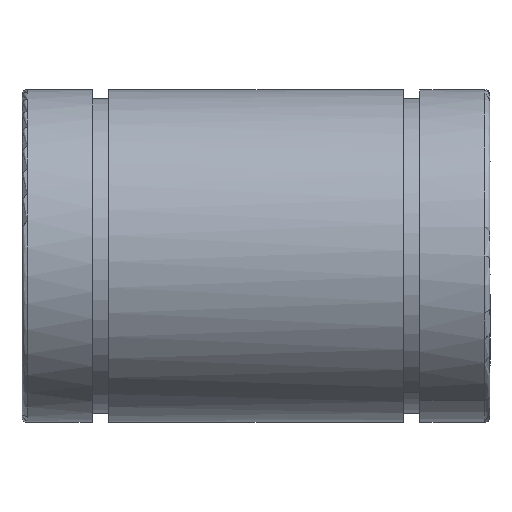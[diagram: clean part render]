
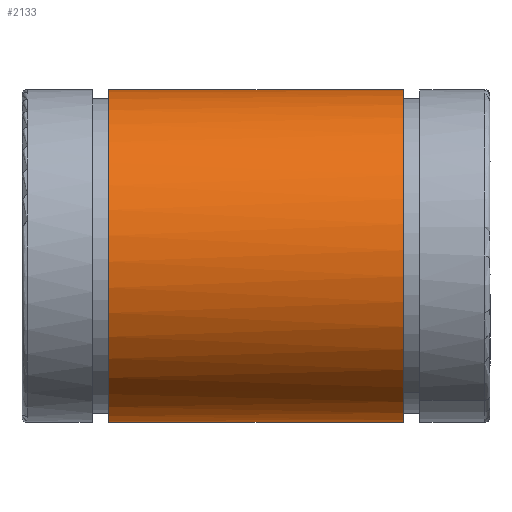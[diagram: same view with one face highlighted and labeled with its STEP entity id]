
A CAD part, front view. The second image highlights one B-rep face of the part: STEP entity #2133.
In plain terms, the highlighted cylindrical face has radius 16 mm (diameter 32 mm), a partial arc.
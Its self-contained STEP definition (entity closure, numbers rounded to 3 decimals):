
#2125=AXIS2_PLACEMENT_3D('Cylinder Axis2P3D',#2122,#2123,#2124) ;
#884=CARTESIAN_POINT('Line Origine',(22.5,0.,-16.)) ;
#888=CARTESIAN_POINT('Vertex',(8.35,0.,-16.)) ;
#890=CARTESIAN_POINT('Vertex',(36.65,0.,-16.)) ;
#916=CARTESIAN_POINT('Control Point',(8.35,0.,16.)) ;
#917=CARTESIAN_POINT('Control Point',(8.35,-1.568,16.)) ;
#918=CARTESIAN_POINT('Control Point',(8.35,-3.135,15.808)) ;
#919=CARTESIAN_POINT('Control Point',(8.35,-4.672,15.424)) ;
#920=CARTESIAN_POINT('Control Point',(8.35,-7.619,14.288)) ;
#921=CARTESIAN_POINT('Control Point',(8.35,-10.205,12.473)) ;
#922=CARTESIAN_POINT('Control Point',(8.35,-11.38,11.412)) ;
#923=CARTESIAN_POINT('Control Point',(8.35,-13.446,9.022)) ;
#924=CARTESIAN_POINT('Control Point',(8.35,-14.874,6.205)) ;
#925=CARTESIAN_POINT('Control Point',(8.35,-15.411,4.715)) ;
#926=CARTESIAN_POINT('Control Point',(8.35,-16.109,1.634)) ;
#927=CARTESIAN_POINT('Control Point',(8.35,-16.044,-1.524)) ;
#928=CARTESIAN_POINT('Control Point',(8.35,-15.817,-3.091)) ;
#929=CARTESIAN_POINT('Control Point',(8.35,-14.984,-6.138)) ;
#930=CARTESIAN_POINT('Control Point',(8.35,-13.44,-8.894)) ;
#931=CARTESIAN_POINT('Control Point',(8.35,-12.502,-10.17)) ;
#932=CARTESIAN_POINT('Control Point',(8.35,-10.333,-12.466)) ;
#933=CARTESIAN_POINT('Control Point',(8.35,-7.674,-14.171)) ;
#934=CARTESIAN_POINT('Control Point',(8.35,-6.246,-14.856)) ;
#935=CARTESIAN_POINT('Control Point',(8.35,-4.131,-15.567)) ;
#936=CARTESIAN_POINT('Control Point',(8.35,-1.939,-15.902)) ;
#937=CARTESIAN_POINT('Control Point',(8.35,-1.294,-15.967)) ;
#938=CARTESIAN_POINT('Control Point',(8.35,-0.647,-16.)) ;
#939=CARTESIAN_POINT('Control Point',(8.35,0.,-16.)) ;
#940=CARTESIAN_POINT('Vertex',(8.35,0.,16.)) ;
#1955=CARTESIAN_POINT('Vertex',(36.65,0.,16.)) ;
#1959=CARTESIAN_POINT('Control Point',(36.65,0.,-16.)) ;
#1960=CARTESIAN_POINT('Control Point',(36.65,-1.568,-16.)) ;
#1961=CARTESIAN_POINT('Control Point',(36.65,-3.135,-15.808)) ;
#1962=CARTESIAN_POINT('Control Point',(36.65,-4.672,-15.424)) ;
#1963=CARTESIAN_POINT('Control Point',(36.65,-7.619,-14.288)) ;
#1964=CARTESIAN_POINT('Control Point',(36.65,-10.205,-12.473)) ;
#1965=CARTESIAN_POINT('Control Point',(36.65,-11.38,-11.412)) ;
#1966=CARTESIAN_POINT('Control Point',(36.65,-13.446,-9.022)) ;
#1967=CARTESIAN_POINT('Control Point',(36.65,-14.874,-6.205)) ;
#1968=CARTESIAN_POINT('Control Point',(36.65,-15.411,-4.715)) ;
#1969=CARTESIAN_POINT('Control Point',(36.65,-16.109,-1.634)) ;
#1970=CARTESIAN_POINT('Control Point',(36.65,-16.044,1.524)) ;
#1971=CARTESIAN_POINT('Control Point',(36.65,-15.817,3.091)) ;
#1972=CARTESIAN_POINT('Control Point',(36.65,-14.984,6.138)) ;
#1973=CARTESIAN_POINT('Control Point',(36.65,-13.44,8.894)) ;
#1974=CARTESIAN_POINT('Control Point',(36.65,-12.502,10.17)) ;
#1975=CARTESIAN_POINT('Control Point',(36.65,-10.333,12.466)) ;
#1976=CARTESIAN_POINT('Control Point',(36.65,-7.674,14.171)) ;
#1977=CARTESIAN_POINT('Control Point',(36.65,-6.246,14.856)) ;
#1978=CARTESIAN_POINT('Control Point',(36.65,-4.131,15.567)) ;
#1979=CARTESIAN_POINT('Control Point',(36.65,-1.939,15.902)) ;
#1980=CARTESIAN_POINT('Control Point',(36.65,-1.294,15.967)) ;
#1981=CARTESIAN_POINT('Control Point',(36.65,-0.647,16.)) ;
#1982=CARTESIAN_POINT('Control Point',(36.65,0.,16.)) ;
#1995=CARTESIAN_POINT('Line Origine',(22.5,0.,16.)) ;
#2122=CARTESIAN_POINT('Axis2P3D Location',(22.5,0.,0.)) ;
#885=DIRECTION('Vector Direction',(1.,0.,0.)) ;
#1996=DIRECTION('Vector Direction',(1.,0.,0.)) ;
#2123=DIRECTION('Axis2P3D Direction',(1.,0.,0.)) ;
#2124=DIRECTION('Axis2P3D XDirection',(0.,0.,1.)) ;
#886=VECTOR('Line Direction',#885,1.) ;
#1997=VECTOR('Line Direction',#1996,1.) ;
#2128=ORIENTED_EDGE('',*,*,#892,.T.) ;
#2129=ORIENTED_EDGE('',*,*,#1983,.T.) ;
#2130=ORIENTED_EDGE('',*,*,#1999,.T.) ;
#2131=ORIENTED_EDGE('',*,*,#942,.T.) ;
#2133=ADVANCED_FACE('',(#2132),#2126,.T.) ;
#915=B_SPLINE_CURVE_WITH_KNOTS('',5,(#916,#917,#918,#919,#920,#921,#922,#923,#924,#925,#926,#927,#928,#929,#930,#931,#932,#933,#934,#935,#936,#937,#938,#939),.UNSPECIFIED.,.F.,.U.,(6,3,3,3,3,3,3,6),(0.,11.085,22.17,33.255,44.34,55.425,66.51,71.085),.UNSPECIFIED.) ;
#1958=B_SPLINE_CURVE_WITH_KNOTS('',5,(#1959,#1960,#1961,#1962,#1963,#1964,#1965,#1966,#1967,#1968,#1969,#1970,#1971,#1972,#1973,#1974,#1975,#1976,#1977,#1978,#1979,#1980,#1981,#1982),.UNSPECIFIED.,.F.,.U.,(6,3,3,3,3,3,3,6),(0.,11.085,22.17,33.255,44.34,55.425,66.51,71.085),.UNSPECIFIED.) ;
#2126=CYLINDRICAL_SURFACE('generated cylinder',#2125,16.) ;
#892=EDGE_CURVE('',#889,#891,#887,.T.) ;
#942=EDGE_CURVE('',#941,#889,#915,.T.) ;
#1983=EDGE_CURVE('',#891,#1956,#1958,.T.) ;
#1999=EDGE_CURVE('',#1956,#941,#1998,.F.) ;
#2127=EDGE_LOOP('',(#2128,#2129,#2130,#2131)) ;
#2132=FACE_OUTER_BOUND('',#2127,.T.) ;
#887=LINE('Line',#884,#886) ;
#1998=LINE('Line',#1995,#1997) ;
#889=VERTEX_POINT('',#888) ;
#891=VERTEX_POINT('',#890) ;
#941=VERTEX_POINT('',#940) ;
#1956=VERTEX_POINT('',#1955) ;
